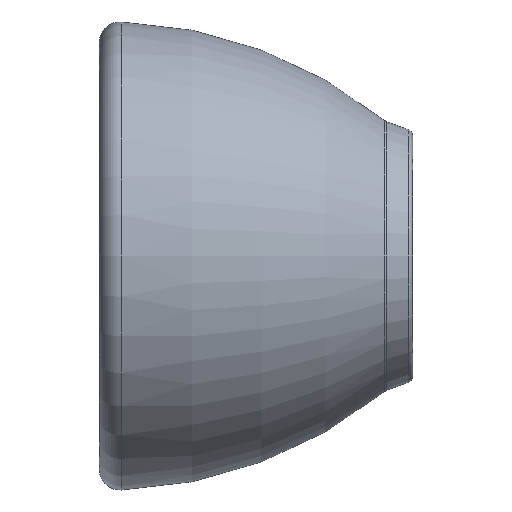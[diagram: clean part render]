
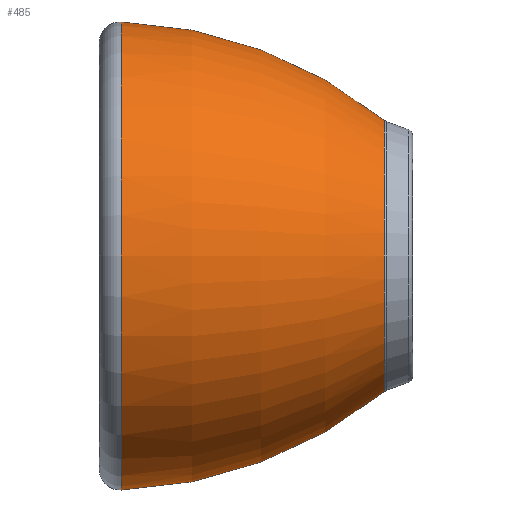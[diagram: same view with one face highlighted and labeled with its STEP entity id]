
A CAD part, left-side view. The second image highlights one B-rep face of the part: STEP entity #485.
In plain terms, the highlighted toroidal (fillet/blend) face has major radius 14.91 mm and minor radius 31.66 mm.
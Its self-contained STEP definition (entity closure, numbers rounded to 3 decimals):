
#10 = CARTESIAN_POINT ( 'NONE',  ( 0., 2.014, 9.688 ) ) ;
#25 = EDGE_CURVE ( 'NONE', #286, #230, #455, .T. ) ;
#28 = DIRECTION ( 'NONE',  ( 0., 1., 0. ) ) ;
#38 = CIRCLE ( 'NONE', #54, 31.66 ) ;
#54 = AXIS2_PLACEMENT_3D ( 'NONE', #495, #169, #337 ) ;
#56 = AXIS2_PLACEMENT_3D ( 'NONE', #500, #456, #136 ) ;
#59 = TOROIDAL_SURFACE ( 'NONE', #97, -14.91, 31.66 ) ;
#97 = AXIS2_PLACEMENT_3D ( 'NONE', #158, #277, #207 ) ;
#133 = AXIS2_PLACEMENT_3D ( 'NONE', #391, #28, #395 ) ;
#136 = DIRECTION ( 'NONE',  ( 0., 0., 1. ) ) ;
#137 = EDGE_CURVE ( 'NONE', #177, #459, #38, .T. ) ;
#141 = CIRCLE ( 'NONE', #133, 16.731 ) ;
#158 = CARTESIAN_POINT ( 'NONE',  ( 0., 21.945, 0. ) ) ;
#169 = DIRECTION ( 'NONE',  ( 1., 0., 0. ) ) ;
#174 = CARTESIAN_POINT ( 'NONE',  ( 0., 2.014, -9.688 ) ) ;
#177 = VERTEX_POINT ( 'NONE', #174 ) ;
#207 = DIRECTION ( 'NONE',  ( 0., 0., 1. ) ) ;
#221 = CARTESIAN_POINT ( 'NONE',  ( 0., 20.848, -16.731 ) ) ;
#230 = VERTEX_POINT ( 'NONE', #259 ) ;
#236 = EDGE_LOOP ( 'NONE', ( #514, #396, #365, #350 ) ) ;
#245 = FACE_OUTER_BOUND ( 'NONE', #236, .T. ) ;
#250 = EDGE_CURVE ( 'NONE', #177, #286, #257, .T. ) ;
#257 = CIRCLE ( 'NONE', #56, 9.688 ) ;
#259 = CARTESIAN_POINT ( 'NONE',  ( 0., 20.848, 16.731 ) ) ;
#277 = DIRECTION ( 'NONE',  ( 0., 1., 0. ) ) ;
#284 = DIRECTION ( 'NONE',  ( 0., 0., 1. ) ) ;
#286 = VERTEX_POINT ( 'NONE', #10 ) ;
#332 = AXIS2_PLACEMENT_3D ( 'NONE', #490, #374, #284 ) ;
#337 = DIRECTION ( 'NONE',  ( 0., 0., -1. ) ) ;
#350 = ORIENTED_EDGE ( 'NONE', *, *, #360, .F. ) ;
#360 = EDGE_CURVE ( 'NONE', #459, #230, #141, .T. ) ;
#365 = ORIENTED_EDGE ( 'NONE', *, *, #25, .T. ) ;
#374 = DIRECTION ( 'NONE',  ( -1., 0., 0. ) ) ;
#391 = CARTESIAN_POINT ( 'NONE',  ( 0., 20.848, 0. ) ) ;
#395 = DIRECTION ( 'NONE',  ( 0., 0., 1. ) ) ;
#396 = ORIENTED_EDGE ( 'NONE', *, *, #250, .T. ) ;
#455 = CIRCLE ( 'NONE', #332, 31.66 ) ;
#456 = DIRECTION ( 'NONE',  ( 0., 1., 0. ) ) ;
#459 = VERTEX_POINT ( 'NONE', #221 ) ;
#485 = ADVANCED_FACE ( 'NONE', ( #245 ), #59, .T. ) ;
#490 = CARTESIAN_POINT ( 'NONE',  ( 0., 21.945, -14.91 ) ) ;
#495 = CARTESIAN_POINT ( 'NONE',  ( 0., 21.945, 14.91 ) ) ;
#500 = CARTESIAN_POINT ( 'NONE',  ( 0., 2.014, 0. ) ) ;
#514 = ORIENTED_EDGE ( 'NONE', *, *, #137, .F. ) ;
